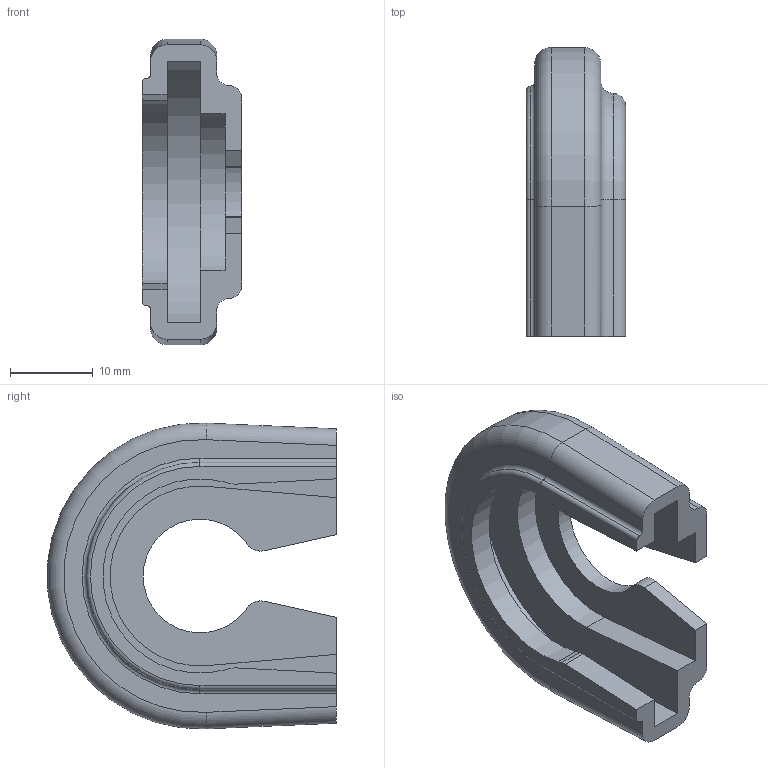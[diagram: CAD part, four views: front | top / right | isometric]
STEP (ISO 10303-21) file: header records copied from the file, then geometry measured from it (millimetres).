
FILE_SCHEMA(('CONFIG_CONTROL_DESIGN'));
Length unit declared in the file: inch
Products named in the file (1): First Gear Getter Retainer
Bounding box: 12 x 34.93 x 36.96 mm (x, y, z)
Volume: 4102.4 mm3; surface area: 4273.2 mm2
Topology: 1 solids, 1 shells, 48 faces, 150 edges, 110 vertices
Faces by surface type: plane 21, cylinder 21, torus 6
Entity records: 1711 total; most frequent: CARTESIAN_POINT 361, ORIENTED_EDGE 260, DIRECTION 242, EDGE_CURVE 130, AXIS2_PLACEMENT_3D 99, VECTOR 96, LINE 96, VERTEX_POINT 84
